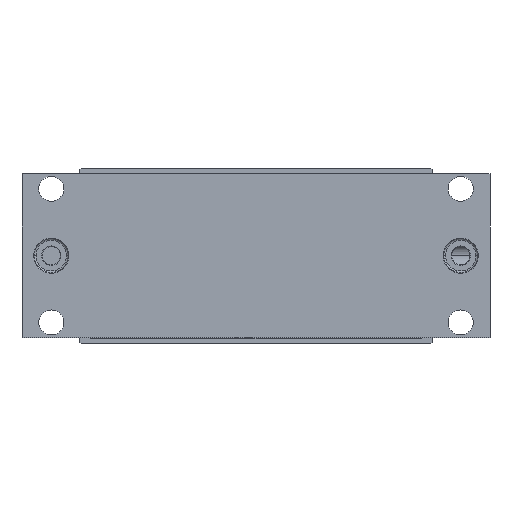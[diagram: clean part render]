
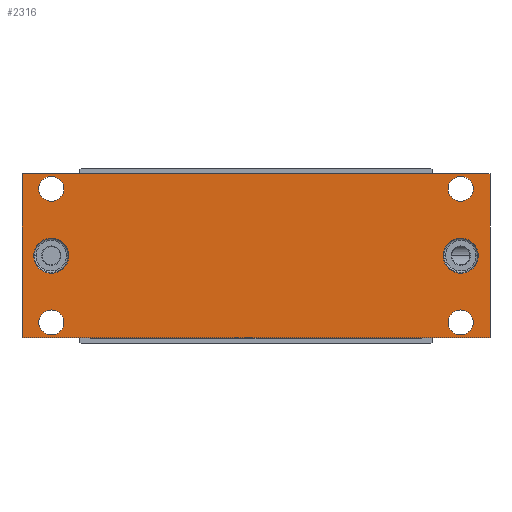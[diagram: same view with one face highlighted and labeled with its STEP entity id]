
A CAD part, front view. The second image highlights one B-rep face of the part: STEP entity #2316.
In plain terms, the highlighted planar face has unit normal (0, -1, 0).
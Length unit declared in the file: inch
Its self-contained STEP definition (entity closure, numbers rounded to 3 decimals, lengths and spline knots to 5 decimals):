
#36=DIRECTION('',(0.,0.,-1.));
#37=VECTOR('',#36,1.45);
#38=CARTESIAN_POINT('',(-2.07,-0.5,0.725));
#39=LINE('',#38,#37);
#494=DIRECTION('',(1.,0.,0.));
#495=VECTOR('',#494,4.14);
#496=CARTESIAN_POINT('',(-2.07,-0.5,0.725));
#497=LINE('',#496,#495);
#501=CARTESIAN_POINT('',(-1.811,-0.5,0.591));
#502=DIRECTION('',(0.,1.,0.));
#503=DIRECTION('',(1.,0.,0.));
#504=AXIS2_PLACEMENT_3D('',#501,#502,#503);
#509=CARTESIAN_POINT('',(-1.811,-0.5,0.591));
#510=DIRECTION('',(0.,1.,0.));
#511=DIRECTION('',(-1.,0.,0.));
#512=AXIS2_PLACEMENT_3D('',#509,#510,#511);
#517=CARTESIAN_POINT('',(-1.811,-0.5,-0.5905));
#518=DIRECTION('',(0.,1.,0.));
#519=DIRECTION('',(1.,0.,0.));
#520=AXIS2_PLACEMENT_3D('',#517,#518,#519);
#525=CARTESIAN_POINT('',(-1.811,-0.5,-0.5905));
#526=DIRECTION('',(0.,1.,0.));
#527=DIRECTION('',(-1.,0.,0.));
#528=AXIS2_PLACEMENT_3D('',#525,#526,#527);
#533=CARTESIAN_POINT('',(1.811,-0.5,0.591));
#534=DIRECTION('',(0.,-1.,0.));
#535=DIRECTION('',(-1.,0.,0.));
#536=AXIS2_PLACEMENT_3D('',#533,#534,#535);
#541=CARTESIAN_POINT('',(1.811,-0.5,0.591));
#542=DIRECTION('',(0.,-1.,0.));
#543=DIRECTION('',(1.,0.,0.));
#544=AXIS2_PLACEMENT_3D('',#541,#542,#543);
#549=CARTESIAN_POINT('',(1.811,-0.5,-0.5905));
#550=DIRECTION('',(0.,-1.,0.));
#551=DIRECTION('',(-1.,0.,0.));
#552=AXIS2_PLACEMENT_3D('',#549,#550,#551);
#557=CARTESIAN_POINT('',(1.811,-0.5,-0.5905));
#558=DIRECTION('',(0.,-1.,0.));
#559=DIRECTION('',(1.,0.,0.));
#560=AXIS2_PLACEMENT_3D('',#557,#558,#559);
#565=CARTESIAN_POINT('',(-1.811,-0.5,0.));
#566=DIRECTION('',(0.,1.,0.));
#567=DIRECTION('',(-1.,0.,0.));
#568=AXIS2_PLACEMENT_3D('',#565,#566,#567);
#573=CARTESIAN_POINT('',(-1.811,-0.5,0.));
#574=DIRECTION('',(0.,1.,0.));
#575=DIRECTION('',(1.,0.,0.));
#576=AXIS2_PLACEMENT_3D('',#573,#574,#575);
#581=CARTESIAN_POINT('',(1.811,-0.5,0.));
#582=DIRECTION('',(0.,1.,0.));
#583=DIRECTION('',(-1.,0.,0.));
#584=AXIS2_PLACEMENT_3D('',#581,#582,#583);
#589=CARTESIAN_POINT('',(1.811,-0.5,0.));
#590=DIRECTION('',(0.,1.,0.));
#591=DIRECTION('',(1.,0.,0.));
#592=AXIS2_PLACEMENT_3D('',#589,#590,#591);
#618=DIRECTION('',(0.,0.,-1.));
#619=VECTOR('',#618,1.45);
#620=CARTESIAN_POINT('',(2.07,-0.5,0.725));
#621=LINE('',#620,#619);
#678=DIRECTION('',(1.,0.,0.));
#679=VECTOR('',#678,4.14);
#680=CARTESIAN_POINT('',(-2.07,-0.5,-0.725));
#681=LINE('',#680,#679);
#1689=CARTESIAN_POINT('',(-2.07,-0.5,0.725));
#1691=VERTEX_POINT('',#1689);
#1692=CARTESIAN_POINT('',(-2.07,-0.5,-0.725));
#1693=VERTEX_POINT('',#1692);
#1697=CARTESIAN_POINT('',(2.07,-0.5,0.725));
#1699=VERTEX_POINT('',#1697);
#1700=CARTESIAN_POINT('',(2.07,-0.5,-0.725));
#1701=VERTEX_POINT('',#1700);
#1704=CARTESIAN_POINT('',(-1.7005,-0.5,0.591));
#1705=CARTESIAN_POINT('',(-1.9215,-0.5,0.591));
#1706=VERTEX_POINT('',#1704);
#1707=VERTEX_POINT('',#1705);
#1708=CARTESIAN_POINT('',(-1.7005,-0.5,-0.5905));
#1709=CARTESIAN_POINT('',(-1.9215,-0.5,-0.5905));
#1710=VERTEX_POINT('',#1708);
#1711=VERTEX_POINT('',#1709);
#1721=CARTESIAN_POINT('',(1.7005,-0.5,0.591));
#1723=VERTEX_POINT('',#1721);
#1725=CARTESIAN_POINT('',(1.9215,-0.5,0.591));
#1727=VERTEX_POINT('',#1725);
#1729=CARTESIAN_POINT('',(1.7005,-0.5,-0.5905));
#1731=VERTEX_POINT('',#1729);
#1733=CARTESIAN_POINT('',(1.9215,-0.5,-0.5905));
#1735=VERTEX_POINT('',#1733);
#1914=CARTESIAN_POINT('',(-1.966,-0.5,0.));
#1915=CARTESIAN_POINT('',(-1.656,-0.5,0.));
#1916=VERTEX_POINT('',#1914);
#1917=VERTEX_POINT('',#1915);
#1930=CARTESIAN_POINT('',(1.656,-0.5,0.));
#1931=CARTESIAN_POINT('',(1.966,-0.5,0.));
#1932=VERTEX_POINT('',#1930);
#1933=VERTEX_POINT('',#1931);
#2268=CARTESIAN_POINT('',(-2.07,-0.5,0.725));
#2269=DIRECTION('',(0.,-1.,0.));
#2270=DIRECTION('',(0.,0.,-1.));
#2271=AXIS2_PLACEMENT_3D('',#2268,#2269,#2270);
#2272=PLANE('',#2271);
#2273=ORIENTED_EDGE('',*,*,#1953,.F.);
#2274=ORIENTED_EDGE('',*,*,#1993,.T.);
#2276=ORIENTED_EDGE('',*,*,#2275,.T.);
#2278=ORIENTED_EDGE('',*,*,#2277,.F.);
#2279=EDGE_LOOP('',(#2273,#2274,#2276,#2278));
#2280=FACE_OUTER_BOUND('',#2279,.F.);
#2281=ORIENTED_EDGE('',*,*,#2258,.F.);
#2283=ORIENTED_EDGE('',*,*,#2282,.F.);
#2284=EDGE_LOOP('',(#2281,#2283));
#2285=FACE_BOUND('',#2284,.F.);
#2287=ORIENTED_EDGE('',*,*,#2286,.F.);
#2289=ORIENTED_EDGE('',*,*,#2288,.F.);
#2290=EDGE_LOOP('',(#2287,#2289));
#2291=FACE_BOUND('',#2290,.F.);
#2293=ORIENTED_EDGE('',*,*,#2292,.T.);
#2295=ORIENTED_EDGE('',*,*,#2294,.T.);
#2296=EDGE_LOOP('',(#2293,#2295));
#2297=FACE_BOUND('',#2296,.F.);
#2299=ORIENTED_EDGE('',*,*,#2298,.T.);
#2301=ORIENTED_EDGE('',*,*,#2300,.T.);
#2302=EDGE_LOOP('',(#2299,#2301));
#2303=FACE_BOUND('',#2302,.F.);
#2305=ORIENTED_EDGE('',*,*,#2304,.F.);
#2307=ORIENTED_EDGE('',*,*,#2306,.F.);
#2308=EDGE_LOOP('',(#2305,#2307));
#2309=FACE_BOUND('',#2308,.F.);
#2311=ORIENTED_EDGE('',*,*,#2310,.F.);
#2313=ORIENTED_EDGE('',*,*,#2312,.F.);
#2314=EDGE_LOOP('',(#2311,#2313));
#2315=FACE_BOUND('',#2314,.F.);
#2316=ADVANCED_FACE('',(#2280,#2285,#2291,#2297,#2303,#2309,#2315),#2272,.T.);
#505=CIRCLE('',#504,0.1105);
#513=CIRCLE('',#512,0.1105);
#521=CIRCLE('',#520,0.1105);
#529=CIRCLE('',#528,0.1105);
#537=CIRCLE('',#536,0.1105);
#545=CIRCLE('',#544,0.1105);
#553=CIRCLE('',#552,0.1105);
#561=CIRCLE('',#560,0.1105);
#569=CIRCLE('',#568,0.155);
#577=CIRCLE('',#576,0.155);
#585=CIRCLE('',#584,0.155);
#593=CIRCLE('',#592,0.155);
#1953=EDGE_CURVE('',#1691,#1693,#39,.T.);
#1993=EDGE_CURVE('',#1691,#1699,#497,.T.);
#2258=EDGE_CURVE('',#1706,#1707,#505,.T.);
#2275=EDGE_CURVE('',#1699,#1701,#621,.T.);
#2277=EDGE_CURVE('',#1693,#1701,#681,.T.);
#2282=EDGE_CURVE('',#1707,#1706,#513,.T.);
#2286=EDGE_CURVE('',#1710,#1711,#521,.T.);
#2288=EDGE_CURVE('',#1711,#1710,#529,.T.);
#2292=EDGE_CURVE('',#1723,#1727,#537,.T.);
#2294=EDGE_CURVE('',#1727,#1723,#545,.T.);
#2298=EDGE_CURVE('',#1731,#1735,#553,.T.);
#2300=EDGE_CURVE('',#1735,#1731,#561,.T.);
#2304=EDGE_CURVE('',#1916,#1917,#569,.T.);
#2306=EDGE_CURVE('',#1917,#1916,#577,.T.);
#2310=EDGE_CURVE('',#1932,#1933,#585,.T.);
#2312=EDGE_CURVE('',#1933,#1932,#593,.T.);
